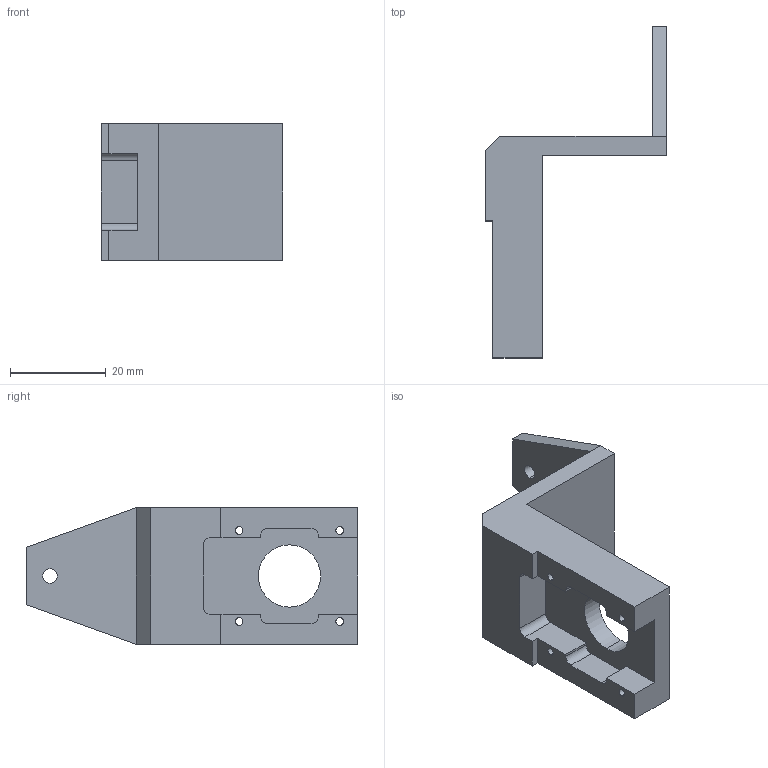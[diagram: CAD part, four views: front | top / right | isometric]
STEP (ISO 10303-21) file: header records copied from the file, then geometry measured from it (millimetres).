
FILE_DESCRIPTION (( 'STEP AP203' ), '1' );
FILE_NAME ('棠晤鎢ん嘐隅.STEP', '2020-11-23T11:11:24', ( '' ), ( '' ), 'SwSTEP 2.0', 'SolidWorks 2018', '' );
FILE_SCHEMA (( 'CONFIG_CONTROL_DESIGN' ));
Length unit declared in the file: millimetre
Products named in the file (1): 棠晤鎢ん嘐隅
Bounding box: 37.9 x 69.3 x 28.6 mm (x, y, z)
Volume: 14404.1 mm3; surface area: 7778.2 mm2
Topology: 1 solids, 1 shells, 65 faces, 175 edges, 109 vertices
Faces by surface type: plane 29, cylinder 24, cone 12
Entity records: 2090 total; most frequent: DIRECTION 355, CARTESIAN_POINT 344, ORIENTED_EDGE 338, EDGE_CURVE 169, AXIS2_PLACEMENT_3D 120, LINE 115, VECTOR 115, VERTEX_POINT 109
